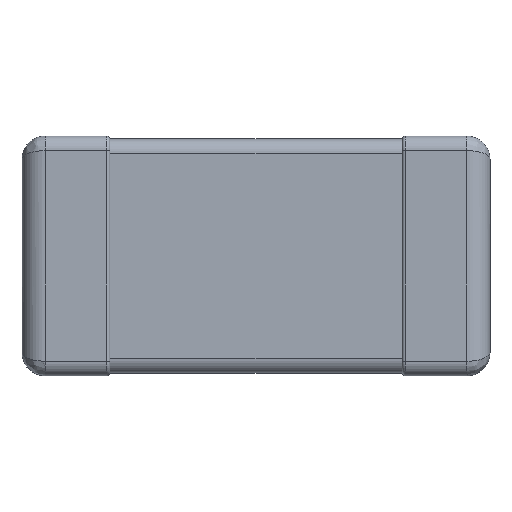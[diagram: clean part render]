
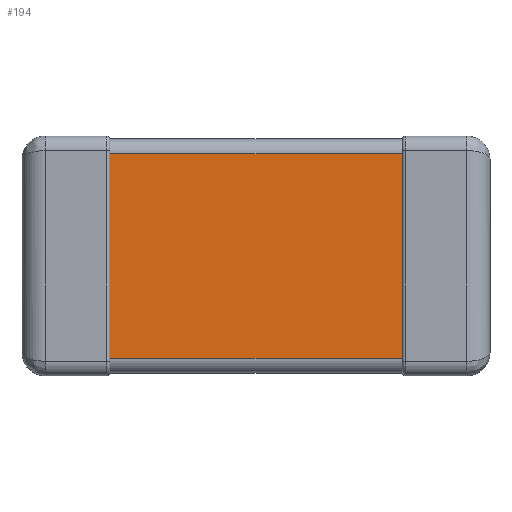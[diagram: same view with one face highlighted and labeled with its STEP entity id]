
A CAD part, top view. The second image highlights one B-rep face of the part: STEP entity #194.
In plain terms, the highlighted planar face has unit normal (0, 0, 1).
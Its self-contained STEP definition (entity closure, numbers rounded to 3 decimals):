
#13=FACE_OUTER_BOUND ( 'NONE', #316, .T. );
#28=DIRECTION ( 'NONE',  ( 1., 0., 0. ) );
#31=DIRECTION ( 'NONE',  ( 0., -1., 0. ) );
#43=DIRECTION ( 'NONE',  ( -1., 0., 0. ) );
#97=DIRECTION ( 'NONE',  ( 0., 1., 0. ) );
#123=VECTOR ( 'NONE', #28, 1000. );
#143=DIRECTION ( 'NONE',  ( 0., 0., 1. ) );
#161=VERTEX_POINT ( 'NONE', #1364 );
#176=ORIENTED_EDGE ( 'NONE', *, *, #1153, .T. );
#194=ADVANCED_FACE ( 'NONE', ( #13 ), #1174, .T. );
#234=CARTESIAN_POINT ( 'NONE',  ( 0.5, -0.4, 0.31 ) );
#255=ORIENTED_EDGE ( 'NONE', *, *, #1037, .T. );
#300=CARTESIAN_POINT ( 'NONE',  ( -0.5, -0.4, 0.31 ) );
#316=EDGE_LOOP ( 'NONE', ( #176, #518, #255, #766 ) );
#358=VECTOR ( 'NONE', #97, 1000. );
#510=LINE ( 'NONE', #234, #358 );
#518=ORIENTED_EDGE ( 'NONE', *, *, #1580, .T. );
#610=VERTEX_POINT ( 'NONE', #769 );
#683=CARTESIAN_POINT ( 'NONE',  ( -0.5, 0.35, 0.31 ) );
#761=LINE ( 'NONE', #826, #123 );
#766=ORIENTED_EDGE ( 'NONE', *, *, #1650, .T. );
#769=CARTESIAN_POINT ( 'NONE',  ( 0.5, 0.35, 0.31 ) );
#826=CARTESIAN_POINT ( 'NONE',  ( 0., -0.35, 0.31 ) );
#885=VERTEX_POINT ( 'NONE', #1180 );
#1037=EDGE_CURVE ( 'NONE', #885, #610, #510, .T. );
#1051=LINE ( 'NONE', #300, #1227 );
#1153=EDGE_CURVE ( 'NONE', #1320, #161, #1051, .T. );
#1174=PLANE ( 'NONE',  #1393 );
#1180=CARTESIAN_POINT ( 'NONE',  ( 0.5, -0.35, 0.31 ) );
#1227=VECTOR ( 'NONE', #31, 1000. );
#1320=VERTEX_POINT ( 'NONE', #683 );
#1324=LINE ( 'NONE', #1444, #1614 );
#1364=CARTESIAN_POINT ( 'NONE',  ( -0.5, -0.35, 0.31 ) );
#1393=AXIS2_PLACEMENT_3D ( 'NONE', #1531, #143, #28 );
#1444=CARTESIAN_POINT ( 'NONE',  ( 0., 0.35, 0.31 ) );
#1531=CARTESIAN_POINT ( 'NONE',  ( 0., 0., 0.31 ) );
#1580=EDGE_CURVE ( 'NONE', #161, #885, #761, .T. );
#1614=VECTOR ( 'NONE', #43, 1000. );
#1650=EDGE_CURVE ( 'NONE', #610, #1320, #1324, .T. );
